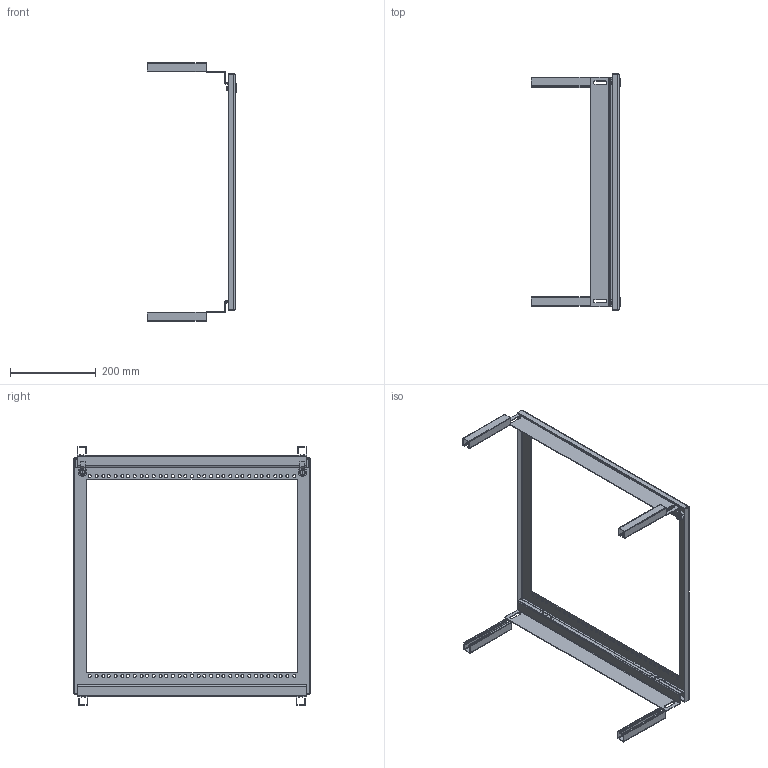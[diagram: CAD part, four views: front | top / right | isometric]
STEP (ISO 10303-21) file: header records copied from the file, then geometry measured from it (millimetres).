
FILE_DESCRIPTION (( 'STEP AP214' ), '1' );
FILE_NAME ('ESF2424.STEP', '2019-09-05T16:43:40', ( '' ), ( '' ), 'SwSTEP 2.0', 'SolidWorks 2018', '' );
FILE_SCHEMA (( 'AUTOMOTIVE_DESIGN' ));
Length unit declared in the file: inch
Products named in the file (1): ESF2424
Bounding box: 207.33 x 552.45 x 602.13 mm (x, y, z)
Volume: 493365.9 mm3; surface area: 521705.4 mm2
Topology: 19 solids, 19 shells, 776 faces, 2048 edges, 1330 vertices
Faces by surface type: plane 378, cylinder 330, bspline 40, torus 16, cone 12
Entity records: 36242 total; most frequent: CARTESIAN_POINT 5975, DIRECTION 4230, ORIENTED_EDGE 4080, EDGE_CURVE 2040, AXIS2_PLACEMENT_3D 1521, VERTEX_POINT 1330, VECTOR 1188, LINE 1188
